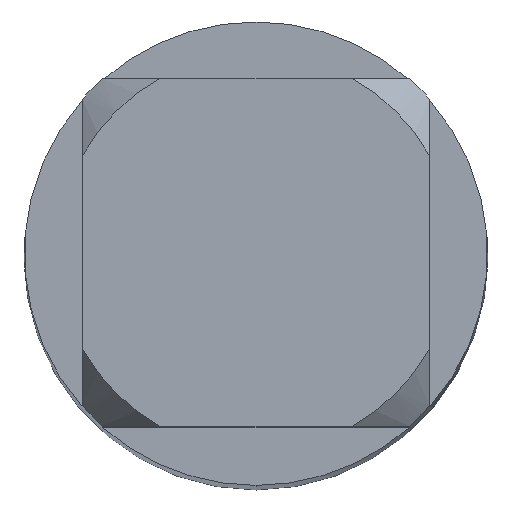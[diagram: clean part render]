
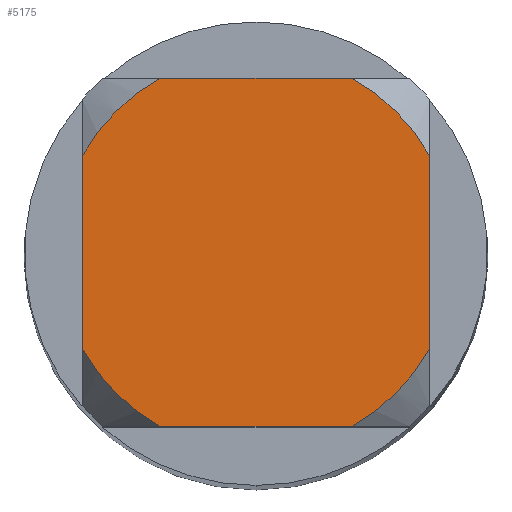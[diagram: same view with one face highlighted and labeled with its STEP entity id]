
A CAD part, top view. The second image highlights one B-rep face of the part: STEP entity #5175.
In plain terms, the highlighted planar face has unit normal (0, 0, 1).
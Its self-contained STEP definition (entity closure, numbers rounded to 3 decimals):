
#2675=VERTEX_POINT('',#7812);
#2691=EDGE_CURVE('',#5073,#6785,#7833,.T.);
#2797=EDGE_CURVE('',#3163,#2675,#7947,.T.);
#3163=VERTEX_POINT('',#8344);
#3167=EDGE_CURVE('',#7583,#2675,#8348,.T.);
#3973=EDGE_CURVE('',#3163,#6945,#9211,.T.);
#4027=VERTEX_POINT('',#9270);
#5065=VERTEX_POINT('',#10405);
#5073=VERTEX_POINT('',#10413);
#5175=ADVANCED_FACE('',(#10522),#10523,.T.);
#6691=EDGE_CURVE('',#5073,#4027,#12189,.T.);
#6769=EDGE_CURVE('',#5065,#4027,#12275,.T.);
#6785=VERTEX_POINT('',#12291);
#6945=VERTEX_POINT('',#12467);
#7489=EDGE_CURVE('',#7583,#6785,#13066,.T.);
#7511=EDGE_CURVE('',#5065,#6945,#13094,.T.);
#7583=VERTEX_POINT('',#13179);
#7812=CARTESIAN_POINT('',(0.581,-1.05,0.0));
#7833=LINE('',#13598,#13599);
#7947=CIRCLE('',#13864,1.2);
#8344=CARTESIAN_POINT('',(1.05,-0.581,0.0));
#8348=LINE('',#14766,#14767);
#9211=LINE('',#16649,#16650);
#9270=CARTESIAN_POINT('',(-0.581,1.05,0.0));
#10405=CARTESIAN_POINT('',(0.581,1.05,0.0));
#10413=CARTESIAN_POINT('',(-1.05,0.581,0.0));
#10522=FACE_OUTER_BOUND('',#19395,.T.);
#10523=PLANE('',#19396);
#12189=CIRCLE('',#23062,1.2);
#12275=LINE('',#23215,#23216);
#12291=CARTESIAN_POINT('',(-1.05,-0.581,0.0));
#12467=CARTESIAN_POINT('',(1.05,0.581,0.0));
#13066=CIRCLE('',#24789,1.2);
#13094=CIRCLE('',#24820,1.2);
#13179=CARTESIAN_POINT('',(-0.581,-1.05,0.0));
#13598=CARTESIAN_POINT('',(-1.05,0.3,0.0));
#13599=VECTOR('',#25407,1.0);
#13864=AXIS2_PLACEMENT_3D('',#25522,#25523,#25524);
#14766=CARTESIAN_POINT('',(0.0,-1.05,0.0));
#14767=VECTOR('',#25937,1.0);
#16649=CARTESIAN_POINT('',(1.05,0.3,0.0));
#16650=VECTOR('',#26780,1.0);
#19395=EDGE_LOOP('',(#28405,#28406,#28407,#28408,#28409,#28410,#28411,#28412));
#19396=AXIS2_PLACEMENT_3D('',#28413,#28414,#28415);
#23062=AXIS2_PLACEMENT_3D('',#30524,#30525,#30526);
#23215=CARTESIAN_POINT('',(0.0,1.05,0.0));
#23216=VECTOR('',#30625,1.0);
#24789=AXIS2_PLACEMENT_3D('',#31491,#31492,#31493);
#24820=AXIS2_PLACEMENT_3D('',#31537,#31538,#31539);
#25407=DIRECTION('',(-0.0,-1.0,0.0));
#25522=CARTESIAN_POINT('',(0.0,0.0,0.0));
#25523=DIRECTION('',(0.0,0.0,-1.0));
#25524=DIRECTION('',(0.0,1.0,0.0));
#25937=DIRECTION('',(1.0,0.0,0.0));
#26780=DIRECTION('',(-0.0,1.0,0.0));
#28405=ORIENTED_EDGE('',*,*,#2691,.T.);
#28406=ORIENTED_EDGE('',*,*,#7489,.F.);
#28407=ORIENTED_EDGE('',*,*,#3167,.T.);
#28408=ORIENTED_EDGE('',*,*,#2797,.F.);
#28409=ORIENTED_EDGE('',*,*,#3973,.T.);
#28410=ORIENTED_EDGE('',*,*,#7511,.F.);
#28411=ORIENTED_EDGE('',*,*,#6769,.T.);
#28412=ORIENTED_EDGE('',*,*,#6691,.F.);
#28413=CARTESIAN_POINT('',(0.0,0.6,0.0));
#28414=DIRECTION('',(-0.0,0.0,1.0));
#28415=DIRECTION('',(0.0,-1.0,0.0));
#30524=CARTESIAN_POINT('',(0.0,0.0,0.0));
#30525=DIRECTION('',(0.0,0.0,-1.0));
#30526=DIRECTION('',(0.0,1.0,0.0));
#30625=DIRECTION('',(-1.0,0.0,0.0));
#31491=CARTESIAN_POINT('',(0.0,0.0,0.0));
#31492=DIRECTION('',(0.0,0.0,-1.0));
#31493=DIRECTION('',(0.0,1.0,0.0));
#31537=CARTESIAN_POINT('',(0.0,0.0,0.0));
#31538=DIRECTION('',(0.0,0.0,-1.0));
#31539=DIRECTION('',(0.0,1.0,0.0));
